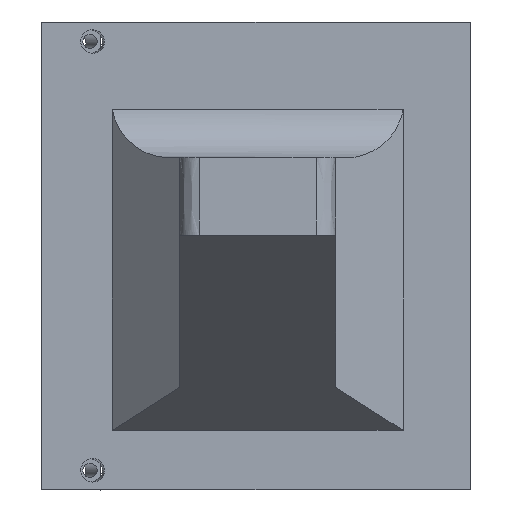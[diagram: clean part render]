
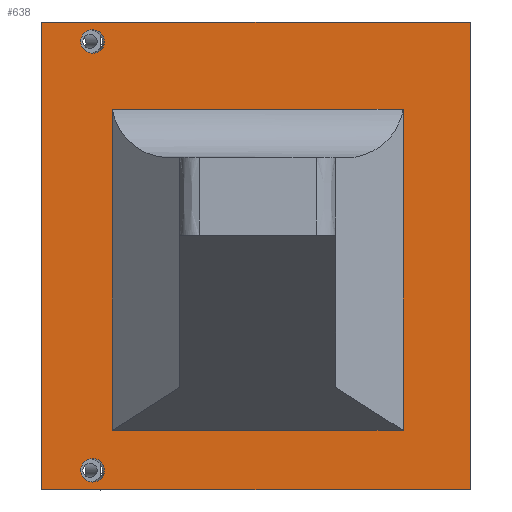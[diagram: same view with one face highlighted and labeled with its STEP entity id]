
A CAD part, top view. The second image highlights one B-rep face of the part: STEP entity #638.
In plain terms, the highlighted planar face has unit normal (0, 0, 1).
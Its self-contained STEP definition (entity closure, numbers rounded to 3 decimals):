
#48=ELLIPSE('',#687,3.041,3.);
#49=ELLIPSE('',#688,3.041,3.);
#64=FACE_BOUND('',#117,.T.);
#65=FACE_BOUND('',#118,.T.);
#66=FACE_BOUND('',#119,.T.);
#83=FACE_OUTER_BOUND('',#116,.T.);
#116=EDGE_LOOP('',(#444,#445,#446,#447));
#117=EDGE_LOOP('',(#448,#449,#450,#451));
#118=EDGE_LOOP('',(#452));
#119=EDGE_LOOP('',(#453));
#162=LINE('',#927,#220);
#165=LINE('',#933,#223);
#168=LINE('',#939,#226);
#171=LINE('',#943,#229);
#172=LINE('',#947,#230);
#173=LINE('',#949,#231);
#174=LINE('',#951,#232);
#175=LINE('',#952,#233);
#220=VECTOR('',#748,10.);
#223=VECTOR('',#753,10.);
#226=VECTOR('',#758,10.);
#229=VECTOR('',#763,10.);
#230=VECTOR('',#766,1000.);
#231=VECTOR('',#767,1000.);
#232=VECTOR('',#768,1000.);
#233=VECTOR('',#769,1000.);
#278=VERTEX_POINT('',#924);
#279=VERTEX_POINT('',#926);
#281=VERTEX_POINT('',#932);
#283=VERTEX_POINT('',#938);
#284=VERTEX_POINT('',#945);
#285=VERTEX_POINT('',#946);
#286=VERTEX_POINT('',#948);
#287=VERTEX_POINT('',#950);
#288=VERTEX_POINT('',#953);
#289=VERTEX_POINT('',#955);
#338=EDGE_CURVE('',#279,#278,#162,.T.);
#341=EDGE_CURVE('',#281,#279,#165,.T.);
#344=EDGE_CURVE('',#283,#281,#168,.T.);
#347=EDGE_CURVE('',#278,#283,#171,.T.);
#348=EDGE_CURVE('',#284,#285,#172,.T.);
#349=EDGE_CURVE('',#285,#286,#173,.T.);
#350=EDGE_CURVE('',#286,#287,#174,.T.);
#351=EDGE_CURVE('',#287,#284,#175,.T.);
#352=EDGE_CURVE('',#288,#288,#48,.T.);
#353=EDGE_CURVE('',#289,#289,#49,.T.);
#444=ORIENTED_EDGE('',*,*,#348,.T.);
#445=ORIENTED_EDGE('',*,*,#349,.T.);
#446=ORIENTED_EDGE('',*,*,#350,.T.);
#447=ORIENTED_EDGE('',*,*,#351,.T.);
#448=ORIENTED_EDGE('',*,*,#338,.T.);
#449=ORIENTED_EDGE('',*,*,#347,.T.);
#450=ORIENTED_EDGE('',*,*,#344,.T.);
#451=ORIENTED_EDGE('',*,*,#341,.T.);
#452=ORIENTED_EDGE('',*,*,#352,.F.);
#453=ORIENTED_EDGE('',*,*,#353,.F.);
#616=PLANE('',#686);
#638=ADVANCED_FACE('',(#83,#64,#65,#66),#616,.T.);
#686=AXIS2_PLACEMENT_3D('',#944,#764,#765);
#687=AXIS2_PLACEMENT_3D('',#954,#770,#771);
#688=AXIS2_PLACEMENT_3D('',#956,#772,#773);
#748=DIRECTION('',(1.,0.,0.));
#753=DIRECTION('',(0.,1.,0.));
#758=DIRECTION('',(-1.,0.,0.));
#763=DIRECTION('',(0.,-1.,0.));
#764=DIRECTION('center_axis',(0.,0.,1.));
#765=DIRECTION('ref_axis',(1.,0.,0.));
#766=DIRECTION('',(-1.,0.,0.));
#767=DIRECTION('',(0.,-1.,0.));
#768=DIRECTION('',(1.,0.,0.));
#769=DIRECTION('',(0.,1.,0.));
#770=DIRECTION('center_axis',(0.,0.,1.));
#771=DIRECTION('ref_axis',(1.,0.,0.));
#772=DIRECTION('center_axis',(0.,0.,1.));
#773=DIRECTION('ref_axis',(1.,0.,0.));
#924=CARTESIAN_POINT('',(37.72,37.56,22.));
#926=CARTESIAN_POINT('',(-36.84,37.56,22.));
#927=CARTESIAN_POINT('',(-18.42,37.56,22.));
#932=CARTESIAN_POINT('',(-36.84,-44.741,22.));
#933=CARTESIAN_POINT('',(-36.84,-22.37,22.));
#938=CARTESIAN_POINT('',(37.72,-44.741,22.));
#939=CARTESIAN_POINT('',(18.86,-44.741,22.));
#943=CARTESIAN_POINT('',(37.72,18.78,22.));
#944=CARTESIAN_POINT('Origin',(0.,0.,22.));
#945=CARTESIAN_POINT('',(55.,60.,22.));
#946=CARTESIAN_POINT('',(-55.,60.,22.));
#947=CARTESIAN_POINT('',(-55.,60.,22.));
#948=CARTESIAN_POINT('',(-55.,-60.,22.));
#949=CARTESIAN_POINT('',(-55.,60.,22.));
#950=CARTESIAN_POINT('',(55.,-60.,22.));
#951=CARTESIAN_POINT('',(-55.,-60.,22.));
#952=CARTESIAN_POINT('',(55.,60.,22.));
#953=CARTESIAN_POINT('',(-44.951,55.,22.));
#954=CARTESIAN_POINT('Origin',(-41.909,55.,22.));
#955=CARTESIAN_POINT('',(-44.951,-55.,22.));
#956=CARTESIAN_POINT('Origin',(-41.909,-55.,22.));
